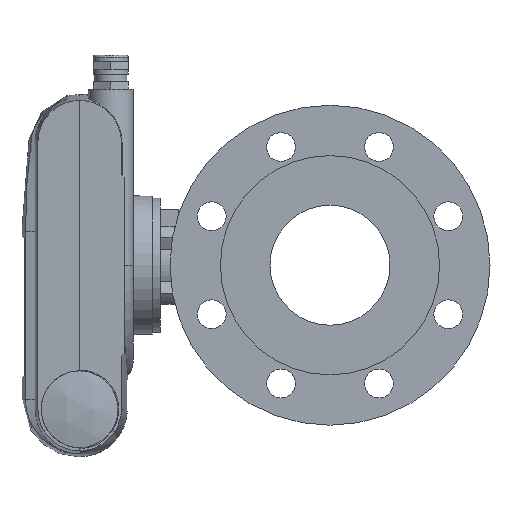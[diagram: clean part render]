
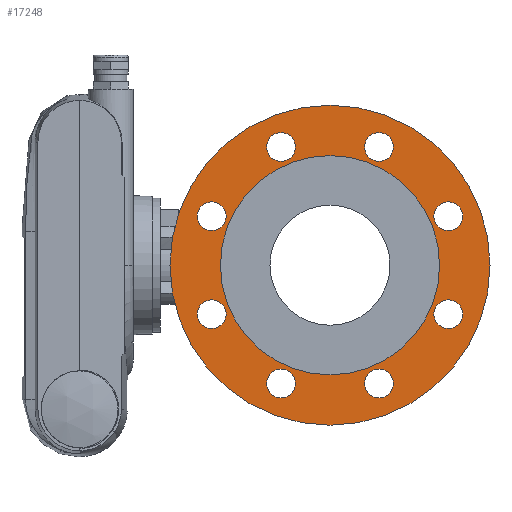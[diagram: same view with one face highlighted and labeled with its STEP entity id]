
A CAD part, left-side view. The second image highlights one B-rep face of the part: STEP entity #17248.
In plain terms, the highlighted planar face has unit normal (-1, 0, 0).
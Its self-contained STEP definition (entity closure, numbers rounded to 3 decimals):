
#242 = AXIS2_PLACEMENT_3D ( 'NONE', #3204, #3209, #3210 ) ;
#1429 = FACE_BOUND ( 'NONE', #13700, .T. ) ;
#1430 = FACE_BOUND ( 'NONE', #13789, .T. ) ;
#1434 = FACE_BOUND ( 'NONE', #13704, .T. ) ;
#1435 = FACE_BOUND ( 'NONE', #13703, .T. ) ;
#1436 = FACE_BOUND ( 'NONE', #13776, .T. ) ;
#1437 = FACE_BOUND ( 'NONE', #13706, .T. ) ;
#1438 = FACE_BOUND ( 'NONE', #13728, .T. ) ;
#1439 = FACE_BOUND ( 'NONE', #13701, .T. ) ;
#1440 = FACE_BOUND ( 'NONE', #13705, .T. ) ;
#1441 = FACE_OUTER_BOUND ( 'NONE', #13692, .T. ) ;
#1716 = CIRCLE ( 'NONE', #9873, 9. ) ;
#1758 = CIRCLE ( 'NONE', #9875, 9. ) ;
#1759 = CIRCLE ( 'NONE', #9880, 9. ) ;
#1760 = CIRCLE ( 'NONE', #9878, 100. ) ;
#1992 = CIRCLE ( 'NONE', #9938, 68.5 ) ;
#2191 = CIRCLE ( 'NONE', #9982, 9. ) ;
#2204 = CIRCLE ( 'NONE', #9995, 9. ) ;
#2212 = CIRCLE ( 'NONE', #10001, 9. ) ;
#2216 = CIRCLE ( 'NONE', #10004, 9. ) ;
#2228 = CIRCLE ( 'NONE', #10011, 9. ) ;
#3197 = PLANE ( 'NONE',  #242 ) ;
#3204 = CARTESIAN_POINT ( 'NONE',  ( -89.805, -99.517, -10.543 ) ) ;
#3209 = DIRECTION ( 'NONE',  ( -1., 0., 0. ) ) ;
#3210 = DIRECTION ( 'NONE',  ( 0., 0., -1. ) ) ;
#3548 = VERTEX_POINT ( 'NONE', #3549 ) ;
#3549 = CARTESIAN_POINT ( 'NONE',  ( -89.805, -130.132, 72.368 ) ) ;
#3550 = VERTEX_POINT ( 'NONE', #3552 ) ;
#3552 = CARTESIAN_POINT ( 'NONE',  ( -89.805, -68.902, 72.368 ) ) ;
#3553 = VERTEX_POINT ( 'NONE', #3554 ) ;
#3554 = CARTESIAN_POINT ( 'NONE',  ( -89.805, -25.607, 29.072 ) ) ;
#3555 = VERTEX_POINT ( 'NONE', #3557 ) ;
#3557 = CARTESIAN_POINT ( 'NONE',  ( -89.805, -99.517, -110.543 ) ) ;
#3590 = VERTEX_POINT ( 'NONE', #3591 ) ;
#3591 = CARTESIAN_POINT ( 'NONE',  ( -89.805, -99.517, -79.043 ) ) ;
#3645 = VERTEX_POINT ( 'NONE', #3647 ) ;
#3647 = CARTESIAN_POINT ( 'NONE',  ( -89.805, -173.427, -32.157 ) ) ;
#3695 = VERTEX_POINT ( 'NONE', #3696 ) ;
#3696 = CARTESIAN_POINT ( 'NONE',  ( -89.805, -25.607, -32.157 ) ) ;
#3714 = VERTEX_POINT ( 'NONE', #3715 ) ;
#3715 = CARTESIAN_POINT ( 'NONE',  ( -89.805, -173.427, 29.072 ) ) ;
#3724 = VERTEX_POINT ( 'NONE', #3726 ) ;
#3726 = CARTESIAN_POINT ( 'NONE',  ( -89.805, -130.132, -75.453 ) ) ;
#3743 = VERTEX_POINT ( 'NONE', #3744 ) ;
#3744 = CARTESIAN_POINT ( 'NONE',  ( -89.805, -68.902, -75.453 ) ) ;
#4270 = ORIENTED_EDGE ( 'NONE', *, *, #9347, .F. ) ;
#4271 = ORIENTED_EDGE ( 'NONE', *, *, #9346, .F. ) ;
#4272 = ORIENTED_EDGE ( 'NONE', *, *, #9318, .F. ) ;
#4273 = ORIENTED_EDGE ( 'NONE', *, *, #9670, .F. ) ;
#4274 = ORIENTED_EDGE ( 'NONE', *, *, #9651, .F. ) ;
#4275 = ORIENTED_EDGE ( 'NONE', *, *, #9675, .F. ) ;
#4276 = ORIENTED_EDGE ( 'NONE', *, *, #9684, .F. ) ;
#4277 = ORIENTED_EDGE ( 'NONE', *, *, #9664, .F. ) ;
#4278 = ORIENTED_EDGE ( 'NONE', *, *, #9349, .F. ) ;
#4279 = ORIENTED_EDGE ( 'NONE', *, *, #9519, .T. ) ;
#7833 = CARTESIAN_POINT ( 'NONE',  ( -89.805, -173.427, -41.157 ) ) ;
#7840 = DIRECTION ( 'NONE',  ( -1., 0., 0. ) ) ;
#7841 = DIRECTION ( 'NONE',  ( 0., 0., 1. ) ) ;
#7872 = CARTESIAN_POINT ( 'NONE',  ( -89.805, -25.607, -41.157 ) ) ;
#7879 = DIRECTION ( 'NONE',  ( -1., 0., 0. ) ) ;
#7880 = DIRECTION ( 'NONE',  ( 0., 0., 1. ) ) ;
#7890 = CARTESIAN_POINT ( 'NONE',  ( -89.805, -173.427, 20.072 ) ) ;
#7897 = DIRECTION ( 'NONE',  ( -1., 0., 0. ) ) ;
#7898 = DIRECTION ( 'NONE',  ( 0., 0., 1. ) ) ;
#7914 = CARTESIAN_POINT ( 'NONE',  ( -89.805, -130.132, -84.453 ) ) ;
#7921 = DIRECTION ( 'NONE',  ( -1., 0., 0. ) ) ;
#7922 = DIRECTION ( 'NONE',  ( 0., 0., 1. ) ) ;
#7958 = CARTESIAN_POINT ( 'NONE',  ( -89.805, -68.902, -84.453 ) ) ;
#7959 = DIRECTION ( 'NONE',  ( -1., 0., 0. ) ) ;
#7960 = DIRECTION ( 'NONE',  ( 0., 0., 1. ) ) ;
#9318 = EDGE_CURVE ( 'NONE', #3548, #3548, #1716, .T. ) ;
#9346 = EDGE_CURVE ( 'NONE', #3550, #3550, #1758, .T. ) ;
#9347 = EDGE_CURVE ( 'NONE', #3553, #3553, #1759, .T. ) ;
#9349 = EDGE_CURVE ( 'NONE', #3555, #3555, #1760, .T. ) ;
#9519 = EDGE_CURVE ( 'NONE', #3590, #3590, #1992, .T. ) ;
#9651 = EDGE_CURVE ( 'NONE', #3645, #3645, #2191, .T. ) ;
#9664 = EDGE_CURVE ( 'NONE', #3695, #3695, #2204, .T. ) ;
#9670 = EDGE_CURVE ( 'NONE', #3714, #3714, #2212, .T. ) ;
#9675 = EDGE_CURVE ( 'NONE', #3724, #3724, #2216, .T. ) ;
#9684 = EDGE_CURVE ( 'NONE', #3743, #3743, #2228, .T. ) ;
#9873 = AXIS2_PLACEMENT_3D ( 'NONE', #10901, #10902, #10903 ) ;
#9875 = AXIS2_PLACEMENT_3D ( 'NONE', #11014, #11029, #11030 ) ;
#9878 = AXIS2_PLACEMENT_3D ( 'NONE', #11034, #11058, #11059 ) ;
#9880 = AXIS2_PLACEMENT_3D ( 'NONE', #11012, #11032, #11033 ) ;
#9938 = AXIS2_PLACEMENT_3D ( 'NONE', #11736, #11737, #11738 ) ;
#9982 = AXIS2_PLACEMENT_3D ( 'NONE', #7833, #7840, #7841 ) ;
#9995 = AXIS2_PLACEMENT_3D ( 'NONE', #7872, #7879, #7880 ) ;
#10001 = AXIS2_PLACEMENT_3D ( 'NONE', #7890, #7897, #7898 ) ;
#10004 = AXIS2_PLACEMENT_3D ( 'NONE', #7914, #7921, #7922 ) ;
#10011 = AXIS2_PLACEMENT_3D ( 'NONE', #7958, #7959, #7960 ) ;
#10901 = CARTESIAN_POINT ( 'NONE',  ( -89.805, -130.132, 63.368 ) ) ;
#10902 = DIRECTION ( 'NONE',  ( -1., 0., 0. ) ) ;
#10903 = DIRECTION ( 'NONE',  ( 0., 0., 1. ) ) ;
#11012 = CARTESIAN_POINT ( 'NONE',  ( -89.805, -25.607, 20.072 ) ) ;
#11014 = CARTESIAN_POINT ( 'NONE',  ( -89.805, -68.902, 63.368 ) ) ;
#11029 = DIRECTION ( 'NONE',  ( -1., 0., 0. ) ) ;
#11030 = DIRECTION ( 'NONE',  ( 0., 0., 1. ) ) ;
#11032 = DIRECTION ( 'NONE',  ( -1., 0., 0. ) ) ;
#11033 = DIRECTION ( 'NONE',  ( 0., 0., 1. ) ) ;
#11034 = CARTESIAN_POINT ( 'NONE',  ( -89.805, -99.517, -10.543 ) ) ;
#11058 = DIRECTION ( 'NONE',  ( 1., 0., 0. ) ) ;
#11059 = DIRECTION ( 'NONE',  ( 0., 0., -1. ) ) ;
#11736 = CARTESIAN_POINT ( 'NONE',  ( -89.805, -99.517, -10.543 ) ) ;
#11737 = DIRECTION ( 'NONE',  ( 1., 0., 0. ) ) ;
#11738 = DIRECTION ( 'NONE',  ( 0., 0., -1. ) ) ;
#13692 = EDGE_LOOP ( 'NONE', ( #4278 ) ) ;
#13700 = EDGE_LOOP ( 'NONE', ( #4275 ) ) ;
#13701 = EDGE_LOOP ( 'NONE', ( #4277 ) ) ;
#13703 = EDGE_LOOP ( 'NONE', ( #4279 ) ) ;
#13704 = EDGE_LOOP ( 'NONE', ( #4274 ) ) ;
#13705 = EDGE_LOOP ( 'NONE', ( #4273 ) ) ;
#13706 = EDGE_LOOP ( 'NONE', ( #4276 ) ) ;
#13728 = EDGE_LOOP ( 'NONE', ( #4272 ) ) ;
#13776 = EDGE_LOOP ( 'NONE', ( #4271 ) ) ;
#13789 = EDGE_LOOP ( 'NONE', ( #4270 ) ) ;
#17248 = ADVANCED_FACE ( 'NONE', ( #1430, #1436, #1438, #1440, #1434, #1429, #1437, #1439, #1441, #1435 ), #3197, .T. ) ;
